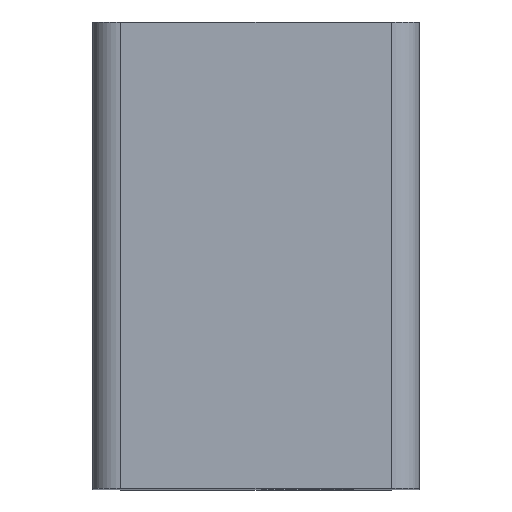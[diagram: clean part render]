
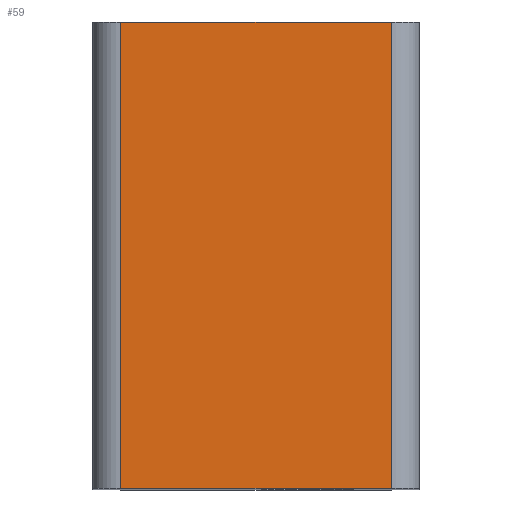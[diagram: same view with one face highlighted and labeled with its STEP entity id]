
A CAD part, top view. The second image highlights one B-rep face of the part: STEP entity #59.
In plain terms, the highlighted planar face has unit normal (0, 0, 1).
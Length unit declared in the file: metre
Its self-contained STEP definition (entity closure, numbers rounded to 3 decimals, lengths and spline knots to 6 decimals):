
#59=ADVANCED_FACE('',(#65),#60,.T.);
#60=PLANE('',#61);
#61=AXIS2_PLACEMENT_3D('',#62,#63,#64);
#62=CARTESIAN_POINT('',(0.012,0.05,0.049));
#63=DIRECTION('',(0.0,0.0,1.0));
#64=DIRECTION('',(1.0,0.0,0.0));
#65=FACE_OUTER_BOUND('',#66,.T.);
#66=EDGE_LOOP('',(#67,#77,#85,#93));
#67=ORIENTED_EDGE('',*,*,#68,.F.);
#68=EDGE_CURVE('',#69,#71,#73,.T.);
#69=VERTEX_POINT('',#70);
#70=CARTESIAN_POINT('',(0.009,0.0,0.049));
#71=VERTEX_POINT('',#72);
#72=CARTESIAN_POINT('',(-0.02,0.0,0.049));
#73=LINE('',#74,#75);
#74=CARTESIAN_POINT('',(0.012,0.0,0.049));
#75=VECTOR('',#76,1.0);
#76=DIRECTION('',(-1.0,0.0,0.0));
#77=ORIENTED_EDGE('',*,*,#78,.T.);
#78=EDGE_CURVE('',#69,#79,#81,.F.);
#79=VERTEX_POINT('',#80);
#80=CARTESIAN_POINT('',(0.009,0.05,0.049));
#81=LINE('',#82,#83);
#82=CARTESIAN_POINT('',(0.009,0.05,0.049));
#83=VECTOR('',#84,1.0);
#84=DIRECTION('',(0.0,-1.0,0.0));
#85=ORIENTED_EDGE('',*,*,#86,.T.);
#86=EDGE_CURVE('',#79,#87,#89,.T.);
#87=VERTEX_POINT('',#88);
#88=CARTESIAN_POINT('',(-0.02,0.05,0.049));
#89=LINE('',#90,#91);
#90=CARTESIAN_POINT('',(0.012,0.05,0.049));
#91=VECTOR('',#92,1.0);
#92=DIRECTION('',(-1.0,0.0,0.0));
#93=ORIENTED_EDGE('',*,*,#94,.T.);
#94=EDGE_CURVE('',#87,#71,#95,.T.);
#95=LINE('',#96,#97);
#96=CARTESIAN_POINT('',(-0.02,0.05,0.049));
#97=VECTOR('',#98,1.0);
#98=DIRECTION('',(0.0,-1.0,0.0));
